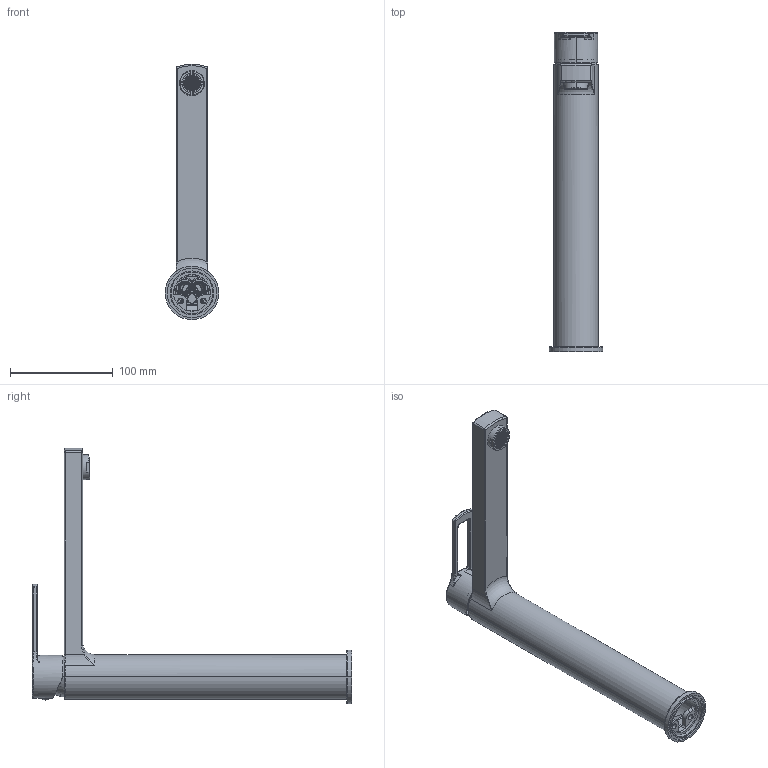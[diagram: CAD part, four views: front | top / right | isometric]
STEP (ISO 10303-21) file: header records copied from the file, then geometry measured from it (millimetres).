
FILE_DESCRIPTION((''),'2;1');
FILE_NAME('RIN081CR','2021-04-09T17:06:24',('ut3'),('PAFFONI SpA'),'CREO PARAMETRIC BY PTC INC, 2020044','CREO PARAMETRIC BY PTC INC, 2020044','');
FILE_SCHEMA(('CONFIG_CONTROL_DESIGN','SHAPE_APPEARANCE_LAYERS_GROUPS'));
Length unit declared in the file: millimetre
Products named in the file (1): RIN081CR
Bounding box: 52 x 310.42 x 247.89 mm (x, y, z)
Volume: 230714.7 mm3; surface area: 143957 mm2
Topology: 2 solids, 2 shells, 3358 faces, 9715 edges, 6317 vertices
Faces by surface type: plane 2397, cylinder 517, cone 154, torus 148, bspline 96, sphere 34, revolution 8, extrusion 4
Entity records: 137059 total; most frequent: CARTESIAN_POINT 32261, ORIENTED_EDGE 19408, DIRECTION 18506, EDGE_CURVE 9704, VERTEX_POINT 6317, VECTOR 6274, LINE 6270, AXIS2_PLACEMENT_3D 6112
